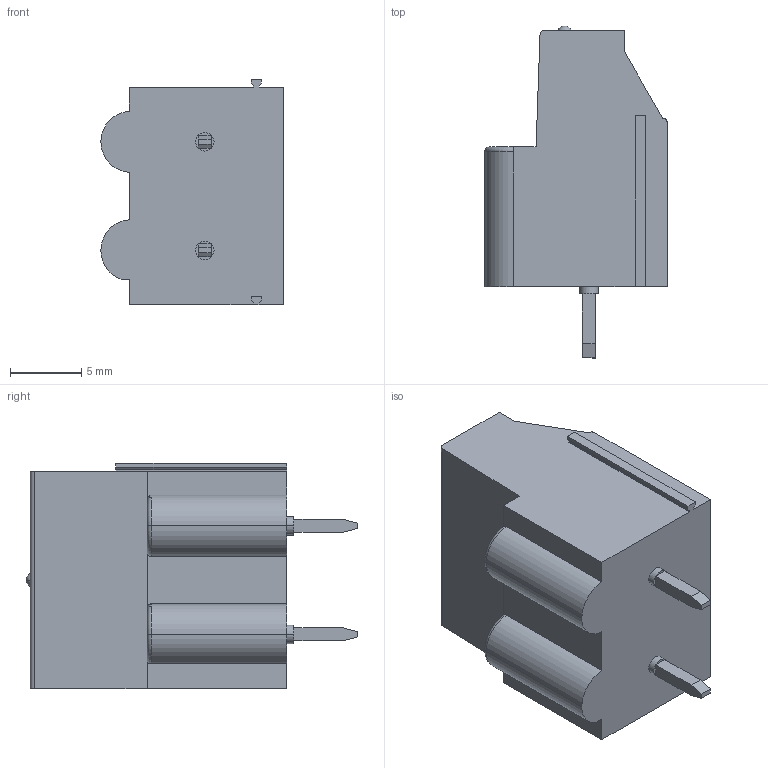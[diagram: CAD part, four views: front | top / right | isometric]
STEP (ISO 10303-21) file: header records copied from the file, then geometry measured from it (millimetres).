
FILE_DESCRIPTION(('STEP AP214'),'1');
FILE_NAME('1732720.stp','2015-09-14T18:09:01',('TraceParts'),('TraceParts S.A.'),'Spatial InterOp 3D',' ',' ');
FILE_SCHEMA(('automotive_design'));
Length unit declared in the file: millimetre
Products named in the file (1): gmkdsp_3-2-7.62|1#gmkdsp_3-2-7.62;gmkdsp_3-2-7.62
Bounding box: 12.8 x 23.3 x 15.81 mm (x, y, z)
Volume: 2475 mm3; surface area: 1640.6 mm2
Topology: 1 solids, 1 shells, 174 faces, 443 edges, 288 vertices
Faces by surface type: plane 120, cylinder 48, torus 4, sphere 2
Entity records: 6860 total; most frequent: CARTESIAN_POINT 1128, DIRECTION 909, ORIENTED_EDGE 886, EDGE_CURVE 443, LINE 317, VECTOR 317, AXIS2_PLACEMENT_3D 296, VERTEX_POINT 288
